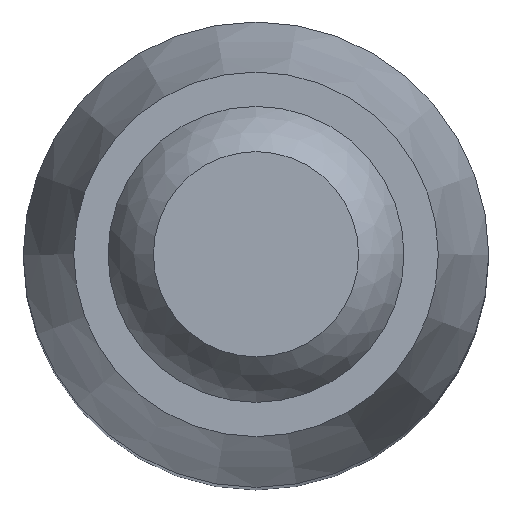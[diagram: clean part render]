
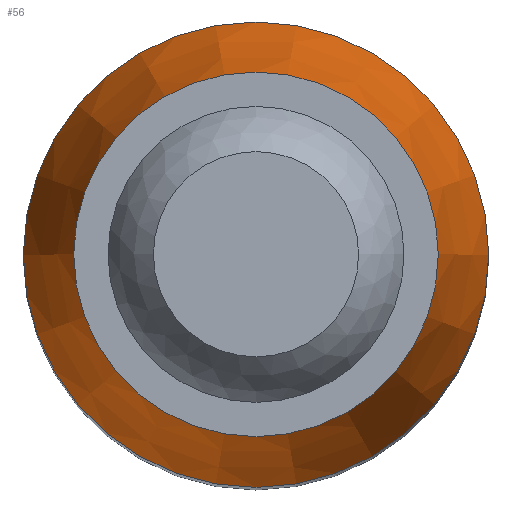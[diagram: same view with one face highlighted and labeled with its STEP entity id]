
A CAD part, top view. The second image highlights one B-rep face of the part: STEP entity #56.
In plain terms, the highlighted conical face has half-angle 14.57 degrees and reference radius 2.35 mm.
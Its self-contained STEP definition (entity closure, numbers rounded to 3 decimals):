
#56 = ADVANCED_FACE( '', ( #121, #122 ), #123, .T. );
#121 = FACE_OUTER_BOUND( '', #195, .T. );
#122 = FACE_BOUND( '', #196, .T. );
#123 = CONICAL_SURFACE( '', #197, 2.35, 0.254 );
#195 = EDGE_LOOP( '', ( #292 ) );
#196 = EDGE_LOOP( '', ( #293 ) );
#197 = AXIS2_PLACEMENT_3D( '', #294, #295, #296 );
#292 = ORIENTED_EDGE( '', *, *, #423, .F. );
#293 = ORIENTED_EDGE( '', *, *, #424, .F. );
#294 = CARTESIAN_POINT( '', ( 0., 0., 22.1 ) );
#295 = DIRECTION( '', ( 0., 0., -1. ) );
#296 = DIRECTION( '', ( -1., 0., 0. ) );
#423 = EDGE_CURVE( '', #494, #494, #495, .F. );
#424 = EDGE_CURVE( '', #496, #496, #497, .T. );
#494 = VERTEX_POINT( '', #586 );
#495 = CIRCLE( '', #587, 3. );
#496 = VERTEX_POINT( '', #588 );
#497 = CIRCLE( '', #589, 2.35 );
#586 = CARTESIAN_POINT( '', ( 3., 0., 19.6 ) );
#587 = AXIS2_PLACEMENT_3D( '', #672, #673, #674 );
#588 = CARTESIAN_POINT( '', ( 2.35, 0., 22.1 ) );
#589 = AXIS2_PLACEMENT_3D( '', #675, #676, #677 );
#672 = CARTESIAN_POINT( '', ( 0., 0., 19.6 ) );
#673 = DIRECTION( '', ( 0., 0., 1. ) );
#674 = DIRECTION( '', ( 1., 0., 0. ) );
#675 = CARTESIAN_POINT( '', ( 0., 0., 22.1 ) );
#676 = DIRECTION( '', ( 0., 0., 1. ) );
#677 = DIRECTION( '', ( 1., 0., 0. ) );
